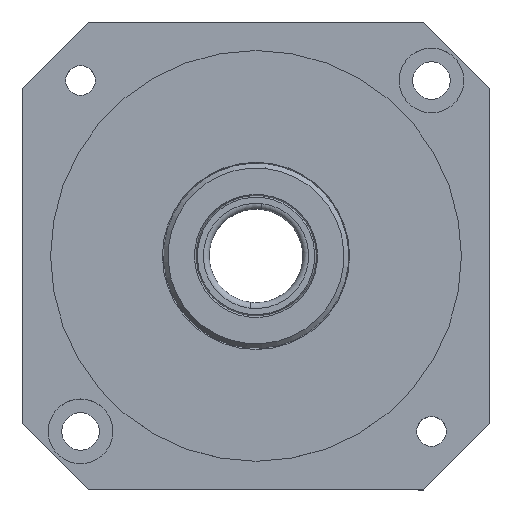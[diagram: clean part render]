
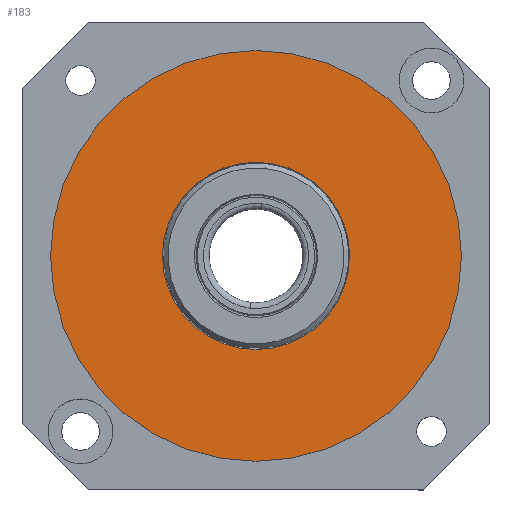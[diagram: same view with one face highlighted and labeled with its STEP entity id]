
A CAD part, top view. The second image highlights one B-rep face of the part: STEP entity #183.
In plain terms, the highlighted planar face has unit normal (0, 0, 1).
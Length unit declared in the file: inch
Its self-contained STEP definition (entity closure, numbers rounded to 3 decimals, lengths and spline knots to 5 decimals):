
#72 = CIRCLE ( 'NONE', #380, 0.5 ) ;
#79 = EDGE_CURVE ( 'NONE', #1644, #532, #1518, .T. ) ;
#183 = ADVANCED_FACE ( 'NONE', ( #1418, #1415 ), #1326, .T. ) ;
#187 = DIRECTION ( 'NONE',  ( 1., 0., 0. ) ) ;
#380 = AXIS2_PLACEMENT_3D ( 'NONE', #896, #616, #2022 ) ;
#406 = ORIENTED_EDGE ( 'NONE', *, *, #1067, .F. ) ;
#485 = AXIS2_PLACEMENT_3D ( 'NONE', #2495, #2491, #2488 ) ;
#493 = CARTESIAN_POINT ( 'NONE',  ( 0.5, 0., 0.05 ) ) ;
#532 = VERTEX_POINT ( 'NONE', #2179 ) ;
#616 = DIRECTION ( 'NONE',  ( 0., 0., 1. ) ) ;
#683 = CIRCLE ( 'NONE', #1064, 1.0975 ) ;
#896 = CARTESIAN_POINT ( 'NONE',  ( 0., 0., 0.05 ) ) ;
#1064 = AXIS2_PLACEMENT_3D ( 'NONE', #2018, #2012, #2009 ) ;
#1067 = EDGE_CURVE ( 'NONE', #1355, #2205, #72, .T. ) ;
#1091 = ORIENTED_EDGE ( 'NONE', *, *, #2304, .T. ) ;
#1278 = CIRCLE ( 'NONE', #485, 0.5 ) ;
#1326 = PLANE ( 'NONE',  #2285 ) ;
#1349 = CARTESIAN_POINT ( 'NONE',  ( 0., 0., 0.05 ) ) ;
#1355 = VERTEX_POINT ( 'NONE', #493 ) ;
#1415 = FACE_BOUND ( 'NONE', #1768, .T. ) ;
#1417 = DIRECTION ( 'NONE',  ( 0., 0., 1. ) ) ;
#1418 = FACE_OUTER_BOUND ( 'NONE', #1778, .T. ) ;
#1460 = DIRECTION ( 'NONE',  ( 1., 0., 0. ) ) ;
#1518 = CIRCLE ( 'NONE', #2167, 1.0975 ) ;
#1644 = VERTEX_POINT ( 'NONE', #1765 ) ;
#1761 = ORIENTED_EDGE ( 'NONE', *, *, #79, .T. ) ;
#1765 = CARTESIAN_POINT ( 'NONE',  ( -1.0975, 0., 0.05 ) ) ;
#1768 = EDGE_LOOP ( 'NONE', ( #1774, #406 ) ) ;
#1774 = ORIENTED_EDGE ( 'NONE', *, *, #2135, .F. ) ;
#1778 = EDGE_LOOP ( 'NONE', ( #1761, #1091 ) ) ;
#1815 = DIRECTION ( 'NONE',  ( 0., 0., 1. ) ) ;
#1859 = CARTESIAN_POINT ( 'NONE',  ( 0., 0., 0.05 ) ) ;
#2009 = DIRECTION ( 'NONE',  ( 1., 0., 0. ) ) ;
#2012 = DIRECTION ( 'NONE',  ( 0., 0., 1. ) ) ;
#2018 = CARTESIAN_POINT ( 'NONE',  ( 0., 0., 0.05 ) ) ;
#2022 = DIRECTION ( 'NONE',  ( 1., 0., 0. ) ) ;
#2135 = EDGE_CURVE ( 'NONE', #2205, #1355, #1278, .T. ) ;
#2167 = AXIS2_PLACEMENT_3D ( 'NONE', #1859, #1815, #187 ) ;
#2179 = CARTESIAN_POINT ( 'NONE',  ( 1.0975, 0., 0.05 ) ) ;
#2205 = VERTEX_POINT ( 'NONE', #2239 ) ;
#2239 = CARTESIAN_POINT ( 'NONE',  ( -0.5, 0., 0.05 ) ) ;
#2285 = AXIS2_PLACEMENT_3D ( 'NONE', #1349, #1417, #1460 ) ;
#2304 = EDGE_CURVE ( 'NONE', #532, #1644, #683, .T. ) ;
#2488 = DIRECTION ( 'NONE',  ( 1., 0., 0. ) ) ;
#2491 = DIRECTION ( 'NONE',  ( 0., 0., 1. ) ) ;
#2495 = CARTESIAN_POINT ( 'NONE',  ( 0., 0., 0.05 ) ) ;
